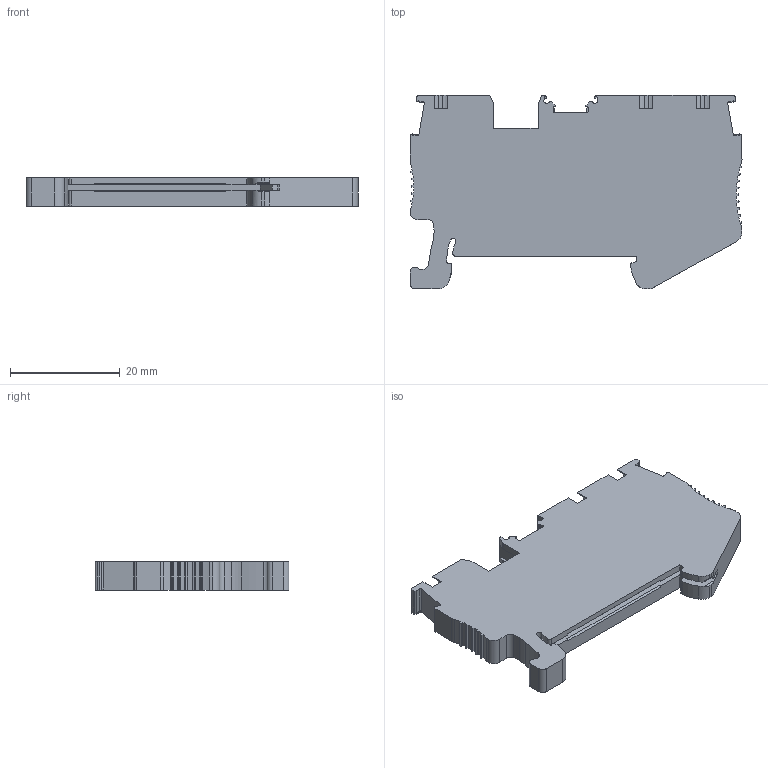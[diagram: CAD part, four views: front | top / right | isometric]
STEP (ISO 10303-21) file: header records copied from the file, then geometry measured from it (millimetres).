
FILE_DESCRIPTION( ('This file contains a STEP AP42 implementation' ,'as created by ZW3D STEP Interface translator.') ,'2;1' );
FILE_NAME( 'RPV2.5-TWIN傷赽耀倰.stp' ,'23 6 9.16 250', (''), ('ZWCAD Software Co.'), 'Version 1.0', 'ZW3D to STEP translator', '' );
FILE_SCHEMA(('AUTOMOTIVE_DESIGN { 1 0 10303 214 1 1 1 1 }'));
Length unit declared in the file: millimetre
Products named in the file (2): 0; rpv2.5-twin
Bounding box: 60.64 x 35.4 x 5.15 mm (x, y, z)
Volume: 8401.4 mm3; surface area: 5495.9 mm2
Topology: 4 solids, 4 shells, 406 faces, 1171 edges, 776 vertices
Faces by surface type: plane 259, cylinder 144, bspline 3
Entity records: 14203 total; most frequent: CARTESIAN_POINT 2834, ORIENTED_EDGE 2342, DIRECTION 2254, EDGE_CURVE 1171, VECTOR 866, LINE 866, VERTEX_POINT 776, AXIS2_PLACEMENT_3D 694
